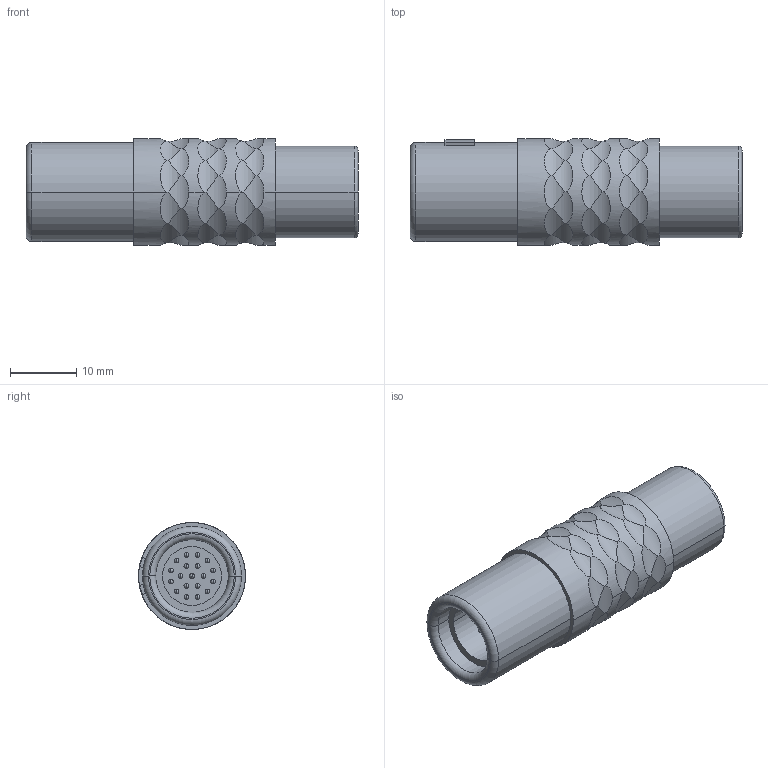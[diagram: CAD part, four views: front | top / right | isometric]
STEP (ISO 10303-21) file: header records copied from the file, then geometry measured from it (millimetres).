
FILE_DESCRIPTION((''),'2;1');
FILE_NAME('S12KAC-P19M','2013-01-30T',('rtrager'),(''),'PRO/ENGINEER BY PARAMETRIC TECHNOLOGY CORPORATION, 2010330','PRO/ENGINEER BY PARAMETRIC TECHNOLOGY CORPORATION, 2010330','');
FILE_SCHEMA(('CONFIG_CONTROL_DESIGN'));
Length unit declared in the file: millimetre
Products named in the file (1): S12KAC-P19M
Bounding box: 50.3 x 16.2 x 16.2 mm (x, y, z)
Volume: 6593.3 mm3; surface area: 4440 mm2
Topology: 1 solids, 1 shells, 376 faces, 976 edges, 611 vertices
Faces by surface type: cylinder 237, plane 65, sphere 38, torus 24, bspline 12
Entity records: 15383 total; most frequent: CARTESIAN_POINT 6600, ORIENTED_EDGE 1876, DIRECTION 1762, EDGE_CURVE 938, AXIS2_PLACEMENT_3D 748, VERTEX_POINT 611, EDGE_LOOP 423, CIRCLE 384
